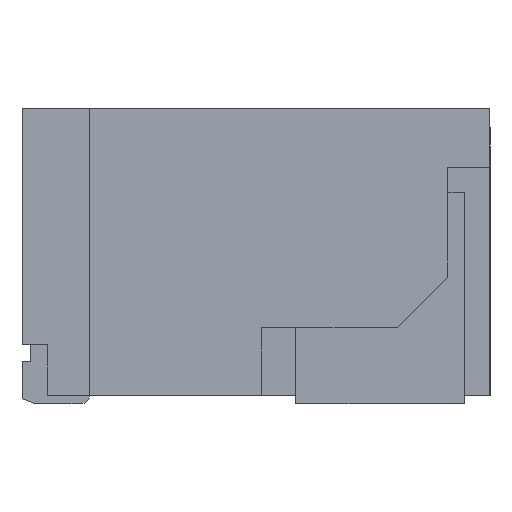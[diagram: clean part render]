
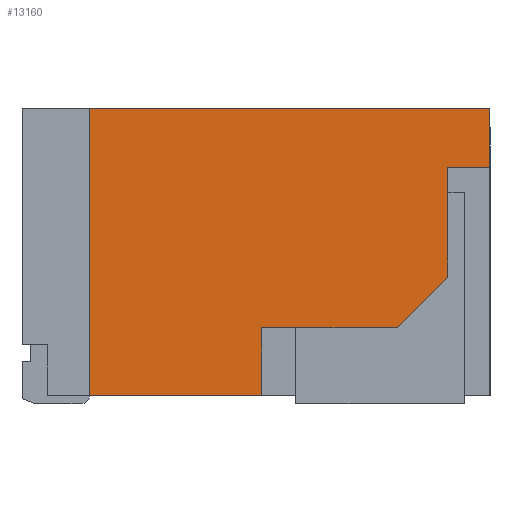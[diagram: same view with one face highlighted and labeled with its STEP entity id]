
A CAD part, left-side view. The second image highlights one B-rep face of the part: STEP entity #13160.
In plain terms, the highlighted planar face has unit normal (-1, 0, 0).
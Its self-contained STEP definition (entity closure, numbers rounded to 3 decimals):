
#460=CARTESIAN_POINT('',(17.4,-2.17,4.805));
#470=DIRECTION('',(0.,-0.,1.));
#480=VECTOR('',#470,1.);
#490=LINE('',#460,#480);
#500=CARTESIAN_POINT('',(17.4,-2.17,3.95));
#510=VERTEX_POINT('',#500);
#520=CARTESIAN_POINT('',(17.4,-2.17,4.35));
#530=VERTEX_POINT('',#520);
#540=EDGE_CURVE('',#510,#530,#490,.T.);
#1820=CARTESIAN_POINT('',(17.4,-3.1,4.35));
#1830=DIRECTION('',(0.,1.,-0.));
#1840=VECTOR('',#1830,1.);
#1850=LINE('',#1820,#1840);
#1860=CARTESIAN_POINT('',(17.4,-2.97,4.35));
#1870=VERTEX_POINT('',#1860);
#1880=EDGE_CURVE('',#1870,#530,#1850,.T.);
#6340=CARTESIAN_POINT('',(17.4,-3.27,4.65));
#6350=VERTEX_POINT('',#6340);
#6380=CARTESIAN_POINT('',(17.4,-3.27,4.805));
#6390=DIRECTION('',(0.,-0.,1.));
#6400=VECTOR('',#6390,1.);
#6410=LINE('',#6380,#6400);
#6420=CARTESIAN_POINT('',(17.4,-3.27,5.3));
#6430=VERTEX_POINT('',#6420);
#6440=EDGE_CURVE('',#6350,#6430,#6410,.T.);
#8320=CARTESIAN_POINT('',(17.4,-1.15,3.95));
#8330=VERTEX_POINT('',#8320);
#8480=CARTESIAN_POINT('',(17.4,-1.15,5.65));
#8490=VERTEX_POINT('',#8480);
#8520=CARTESIAN_POINT('',(17.4,-1.15,5.65));
#8530=DIRECTION('',(0.,0.,-1.));
#8540=VECTOR('',#8530,1.);
#8550=LINE('',#8520,#8540);
#8560=EDGE_CURVE('',#8490,#8330,#8550,.T.);
#11310=CARTESIAN_POINT('',(17.4,-3.52,5.3));
#11320=VERTEX_POINT('',#11310);
#11370=CARTESIAN_POINT('',(17.4,-3.1,5.3));
#11380=DIRECTION('',(0.,-1.,0.));
#11390=VECTOR('',#11380,1.);
#11400=LINE('',#11370,#11390);
#11410=EDGE_CURVE('',#6430,#11320,#11400,.T.);
#12780=CARTESIAN_POINT('',(17.4,-2.285,4.99));
#12790=DIRECTION('',(1.,0.,0.));
#12800=DIRECTION('',(0.,1.,0.));
#12810=AXIS2_PLACEMENT_3D('',#12780,#12790,#12800);
#12820=PLANE('',#12810);
#12830=ORIENTED_EDGE('',*,*,#8560,.T.);
#12840=CARTESIAN_POINT('',(17.4,-1.15,5.65));
#12850=DIRECTION('',(0.,-1.,0.));
#12860=VECTOR('',#12850,1.);
#12870=LINE('',#12840,#12860);
#12880=CARTESIAN_POINT('',(17.4,-3.52,5.65));
#12890=VERTEX_POINT('',#12880);
#12900=EDGE_CURVE('',#8490,#12890,#12870,.T.);
#12910=ORIENTED_EDGE('',*,*,#12900,.F.);
#12920=CARTESIAN_POINT('',(17.4,-3.52,4.805));
#12930=DIRECTION('',(0.,-0.,1.));
#12940=VECTOR('',#12930,1.);
#12950=LINE('',#12920,#12940);
#12960=EDGE_CURVE('',#11320,#12890,#12950,.T.);
#12970=ORIENTED_EDGE('',*,*,#12960,.T.);
#12980=ORIENTED_EDGE('',*,*,#11410,.T.);
#12990=ORIENTED_EDGE('',*,*,#6440,.T.);
#13000=CARTESIAN_POINT('',(17.4,-3.1,4.48));
#13010=DIRECTION('',(0.,0.707,-0.707));
#13020=VECTOR('',#13010,1.);
#13030=LINE('',#13000,#13020);
#13040=EDGE_CURVE('',#6350,#1870,#13030,.T.);
#13050=ORIENTED_EDGE('',*,*,#13040,.F.);
#13060=ORIENTED_EDGE('',*,*,#1880,.F.);
#13070=ORIENTED_EDGE('',*,*,#540,.T.);
#13080=CARTESIAN_POINT('',(17.4,-3.1,3.95));
#13090=DIRECTION('',(0.,-1.,0.));
#13100=VECTOR('',#13090,1.);
#13110=LINE('',#13080,#13100);
#13120=EDGE_CURVE('',#8330,#510,#13110,.T.);
#13130=ORIENTED_EDGE('',*,*,#13120,.T.);
#13140=EDGE_LOOP('',(#13130,#13070,#13060,#13050,#12990,#12980,#12970,
#12910,#12830));
#13150=FACE_OUTER_BOUND('',#13140,.T.);
#13160=ADVANCED_FACE('',(#13150),#12820,.F.);
